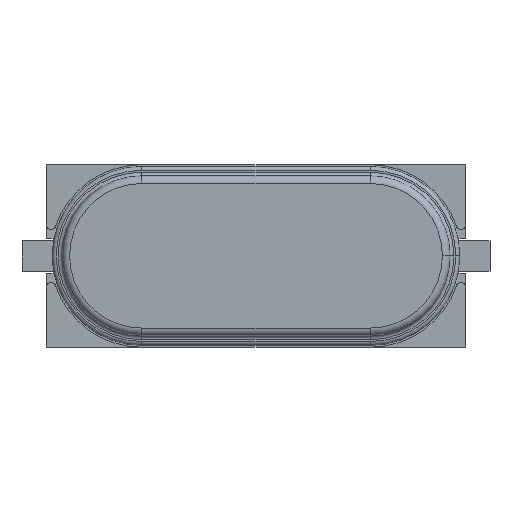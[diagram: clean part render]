
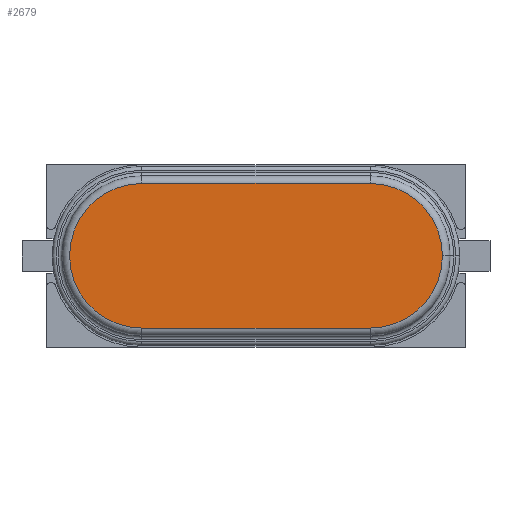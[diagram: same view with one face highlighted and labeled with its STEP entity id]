
A CAD part, top view. The second image highlights one B-rep face of the part: STEP entity #2679.
In plain terms, the highlighted planar face has unit normal (0, 0, 1).
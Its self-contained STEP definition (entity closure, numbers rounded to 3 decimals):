
#54 = DIRECTION ( 'NONE',  ( 0., 0., 1. ) ) ;
#59 = DIRECTION ( 'NONE',  ( 0., 0., 1. ) ) ;
#93 = VERTEX_POINT ( 'NONE', #4751 ) ;
#153 = CARTESIAN_POINT ( 'NONE',  ( -3., -1.9, 3.8 ) ) ;
#354 = DIRECTION ( 'NONE',  ( 1., 0., 0. ) ) ;
#426 = EDGE_LOOP ( 'NONE', ( #5770, #2533, #4752, #1858, #4054 ) ) ;
#624 = AXIS2_PLACEMENT_3D ( 'NONE', #6414, #54, #3773 ) ;
#1051 = LINE ( 'NONE', #5024, #2058 ) ;
#1336 = EDGE_CURVE ( 'NONE', #93, #4227, #1051, .T. ) ;
#1718 = DIRECTION ( 'NONE',  ( 1., 0., 0. ) ) ;
#1847 = AXIS2_PLACEMENT_3D ( 'NONE', #2318, #6003, #2800 ) ;
#1858 = ORIENTED_EDGE ( 'NONE', *, *, #1336, .T. ) ;
#1911 = CARTESIAN_POINT ( 'NONE',  ( 3., 0., 3.8 ) ) ;
#2058 = VECTOR ( 'NONE', #5540, 1000. ) ;
#2217 = PLANE ( 'NONE',  #624 ) ;
#2318 = CARTESIAN_POINT ( 'NONE',  ( 3., 0., 3.8 ) ) ;
#2344 = VERTEX_POINT ( 'NONE', #153 ) ;
#2533 = ORIENTED_EDGE ( 'NONE', *, *, #5544, .T. ) ;
#2679 = ADVANCED_FACE ( 'NONE', ( #5078 ), #2217, .T. ) ;
#2741 = CARTESIAN_POINT ( 'NONE',  ( -3., 1.9, 3.8 ) ) ;
#2800 = DIRECTION ( 'NONE',  ( 1., 0., 0. ) ) ;
#2874 = LINE ( 'NONE', #4922, #5638 ) ;
#2969 = EDGE_CURVE ( 'NONE', #2344, #5251, #2874, .T. ) ;
#3773 = DIRECTION ( 'NONE',  ( 1., 0., 0. ) ) ;
#3829 = DIRECTION ( 'NONE',  ( 1., 0., 0. ) ) ;
#3974 = CARTESIAN_POINT ( 'NONE',  ( -3., 0., 3.8 ) ) ;
#4054 = ORIENTED_EDGE ( 'NONE', *, *, #6333, .T. ) ;
#4211 = CIRCLE ( 'NONE', #6506, 1.9 ) ;
#4227 = VERTEX_POINT ( 'NONE', #2741 ) ;
#4232 = AXIS2_PLACEMENT_3D ( 'NONE', #1911, #6727, #354 ) ;
#4437 = CARTESIAN_POINT ( 'NONE',  ( 3., -1.9, 3.8 ) ) ;
#4751 = CARTESIAN_POINT ( 'NONE',  ( 3., 1.9, 3.8 ) ) ;
#4752 = ORIENTED_EDGE ( 'NONE', *, *, #5264, .T. ) ;
#4922 = CARTESIAN_POINT ( 'NONE',  ( 3., -1.9, 3.8 ) ) ;
#5024 = CARTESIAN_POINT ( 'NONE',  ( -3., 1.9, 3.8 ) ) ;
#5051 = CIRCLE ( 'NONE', #4232, 1.9 ) ;
#5078 = FACE_OUTER_BOUND ( 'NONE', #426, .T. ) ;
#5251 = VERTEX_POINT ( 'NONE', #4437 ) ;
#5264 = EDGE_CURVE ( 'NONE', #5406, #93, #5767, .T. ) ;
#5406 = VERTEX_POINT ( 'NONE', #5569 ) ;
#5540 = DIRECTION ( 'NONE',  ( -1., 0., 0. ) ) ;
#5544 = EDGE_CURVE ( 'NONE', #5251, #5406, #5051, .T. ) ;
#5569 = CARTESIAN_POINT ( 'NONE',  ( 4.9, 0., 3.8 ) ) ;
#5638 = VECTOR ( 'NONE', #1718, 1000. ) ;
#5767 = CIRCLE ( 'NONE', #1847, 1.9 ) ;
#5770 = ORIENTED_EDGE ( 'NONE', *, *, #2969, .T. ) ;
#6003 = DIRECTION ( 'NONE',  ( 0., 0., 1. ) ) ;
#6333 = EDGE_CURVE ( 'NONE', #4227, #2344, #4211, .T. ) ;
#6414 = CARTESIAN_POINT ( 'NONE',  ( 0., 0., 3.8 ) ) ;
#6506 = AXIS2_PLACEMENT_3D ( 'NONE', #3974, #59, #3829 ) ;
#6727 = DIRECTION ( 'NONE',  ( 0., 0., 1. ) ) ;
